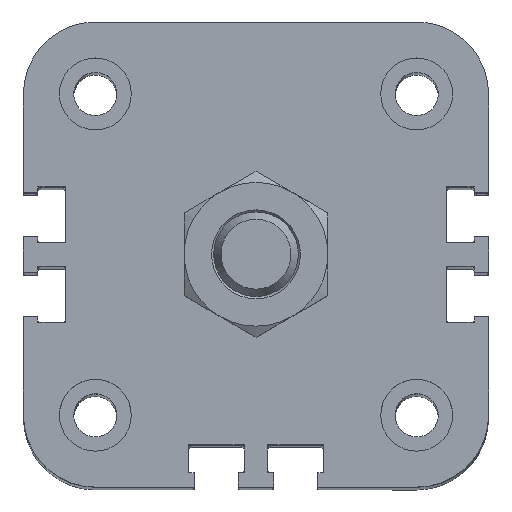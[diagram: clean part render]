
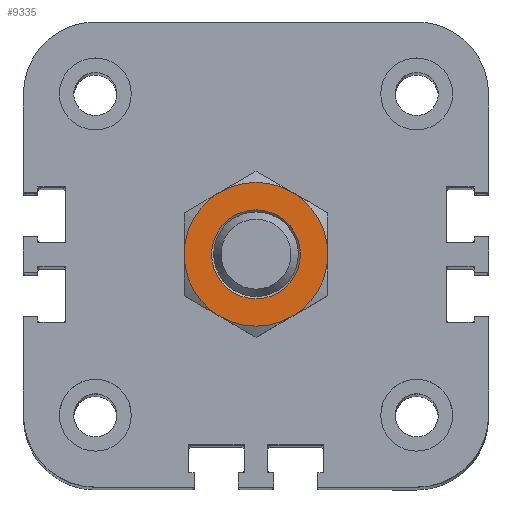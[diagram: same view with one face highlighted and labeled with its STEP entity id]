
A CAD part, top view. The second image highlights one B-rep face of the part: STEP entity #9335.
In plain terms, the highlighted face is planar.
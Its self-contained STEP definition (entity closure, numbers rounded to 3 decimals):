
#9239=CARTESIAN_POINT('',(-5.25,0.,0.0));
#9240=VERTEX_POINT('',#9239);
#9241=CARTESIAN_POINT('',(0.0,0.0,0.0));
#9242=DIRECTION('',(0.0,0.0,-1.0));
#9243=DIRECTION('',(1.0,0.0,0.0));
#9244=AXIS2_PLACEMENT_3D('',#9241,#9242,#9243);
#9245=CIRCLE('',#9244,5.25);
#9246=EDGE_CURVE('',#9240,#9240,#9245,.T.);
#9271=CARTESIAN_POINT('',(0.,0.,0.0));
#9272=DIRECTION('',(0.0,0.0,1.0));
#9273=DIRECTION('',(1.0,0.0,0.0));
#9274=AXIS2_PLACEMENT_3D('',#9271,#9272,#9273);
#9275=PLANE('',#9274);
#9276=CARTESIAN_POINT('',(-7.361,4.25,0.));
#9277=VERTEX_POINT('',#9276);
#9278=CARTESIAN_POINT('',(0.,8.5,0.));
#9279=VERTEX_POINT('',#9278);
#9280=CARTESIAN_POINT('',(0.0,0.0,0.0));
#9281=DIRECTION('',(0.0,0.0,-1.0));
#9282=DIRECTION('',(1.0,0.0,0.0));
#9283=AXIS2_PLACEMENT_3D('',#9280,#9281,#9282);
#9284=CIRCLE('',#9283,8.5);
#9285=EDGE_CURVE('',#9277,#9279,#9284,.T.);
#9286=ORIENTED_EDGE('',*,*,#9285,.T.);
#9287=CARTESIAN_POINT('',(7.361,4.25,0.));
#9288=VERTEX_POINT('',#9287);
#9289=CARTESIAN_POINT('',(0.0,0.0,0.0));
#9290=DIRECTION('',(0.0,0.0,-1.0));
#9291=DIRECTION('',(1.0,0.0,0.0));
#9292=AXIS2_PLACEMENT_3D('',#9289,#9290,#9291);
#9293=CIRCLE('',#9292,8.5);
#9294=EDGE_CURVE('',#9279,#9288,#9293,.T.);
#9295=ORIENTED_EDGE('',*,*,#9294,.T.);
#9296=CARTESIAN_POINT('',(7.361,-4.25,0.));
#9297=VERTEX_POINT('',#9296);
#9298=CARTESIAN_POINT('',(0.0,0.0,0.0));
#9299=DIRECTION('',(0.0,0.0,-1.0));
#9300=DIRECTION('',(1.0,0.0,0.0));
#9301=AXIS2_PLACEMENT_3D('',#9298,#9299,#9300);
#9302=CIRCLE('',#9301,8.5);
#9303=EDGE_CURVE('',#9288,#9297,#9302,.T.);
#9304=ORIENTED_EDGE('',*,*,#9303,.T.);
#9305=CARTESIAN_POINT('',(0.,-8.5,0.));
#9306=VERTEX_POINT('',#9305);
#9307=CARTESIAN_POINT('',(0.0,0.0,0.0));
#9308=DIRECTION('',(0.0,0.0,-1.0));
#9309=DIRECTION('',(1.0,0.0,0.0));
#9310=AXIS2_PLACEMENT_3D('',#9307,#9308,#9309);
#9311=CIRCLE('',#9310,8.5);
#9312=EDGE_CURVE('',#9297,#9306,#9311,.T.);
#9313=ORIENTED_EDGE('',*,*,#9312,.T.);
#9314=CARTESIAN_POINT('',(-7.361,-4.25,0.));
#9315=VERTEX_POINT('',#9314);
#9316=CARTESIAN_POINT('',(0.0,0.0,0.0));
#9317=DIRECTION('',(0.0,0.0,-1.0));
#9318=DIRECTION('',(1.0,0.0,0.0));
#9319=AXIS2_PLACEMENT_3D('',#9316,#9317,#9318);
#9320=CIRCLE('',#9319,8.5);
#9321=EDGE_CURVE('',#9306,#9315,#9320,.T.);
#9322=ORIENTED_EDGE('',*,*,#9321,.T.);
#9323=CARTESIAN_POINT('',(0.0,0.0,0.0));
#9324=DIRECTION('',(0.0,0.0,-1.0));
#9325=DIRECTION('',(1.0,0.0,0.0));
#9326=AXIS2_PLACEMENT_3D('',#9323,#9324,#9325);
#9327=CIRCLE('',#9326,8.5);
#9328=EDGE_CURVE('',#9315,#9277,#9327,.T.);
#9329=ORIENTED_EDGE('',*,*,#9328,.T.);
#9330=EDGE_LOOP('',(#9286,#9295,#9304,#9313,#9322,#9329));
#9331=FACE_OUTER_BOUND('',#9330,.T.);
#9332=ORIENTED_EDGE('',*,*,#9246,.F.);
#9333=EDGE_LOOP('',(#9332));
#9334=FACE_BOUND('',#9333,.T.);
#9335=ADVANCED_FACE('',(#9331,#9334),#9275,.F.);
